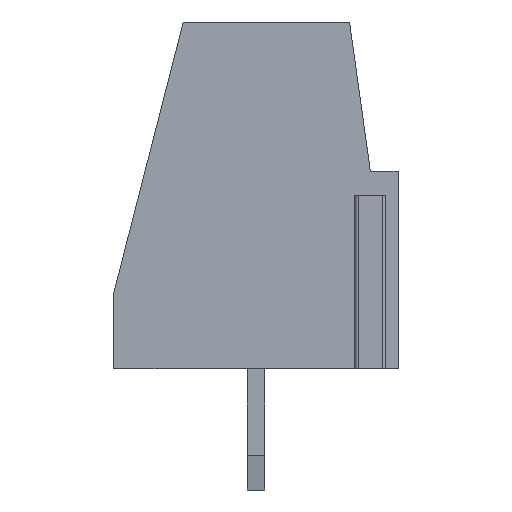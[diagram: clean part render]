
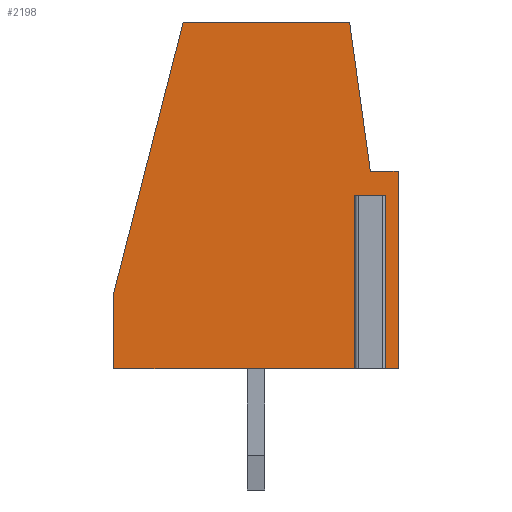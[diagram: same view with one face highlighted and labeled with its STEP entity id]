
A CAD part, left-side view. The second image highlights one B-rep face of the part: STEP entity #2198.
In plain terms, the highlighted planar face has unit normal (-1, 0, 0).
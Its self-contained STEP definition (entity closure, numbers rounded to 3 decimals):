
#77=FACE_OUTER_BOUND('',#198,.T.);
#198=EDGE_LOOP('',(#1442,#1443,#1444,#1445,#1446,#1447,#1448,#1449,#1450,
#1451,#1452));
#330=LINE('',#3102,#616);
#331=LINE('',#3104,#617);
#332=LINE('',#3106,#618);
#333=LINE('',#3108,#619);
#334=LINE('',#3110,#620);
#335=LINE('',#3112,#621);
#336=LINE('',#3114,#622);
#337=LINE('',#3116,#623);
#338=LINE('',#3118,#624);
#339=LINE('',#3120,#625);
#340=LINE('',#3121,#626);
#616=VECTOR('',#2496,0.85);
#617=VECTOR('',#2497,5.);
#618=VECTOR('',#2498,0.375);
#619=VECTOR('',#2499,5.7);
#620=VECTOR('',#2500,0.8);
#621=VECTOR('',#2501,4.342);
#622=VECTOR('',#2502,4.8);
#623=VECTOR('',#2503,8.052);
#624=VECTOR('',#2504,2.2);
#625=VECTOR('',#2505,6.975);
#626=VECTOR('',#2506,5.);
#902=VERTEX_POINT('',#3100);
#903=VERTEX_POINT('',#3101);
#904=VERTEX_POINT('',#3103);
#905=VERTEX_POINT('',#3105);
#906=VERTEX_POINT('',#3107);
#907=VERTEX_POINT('',#3109);
#908=VERTEX_POINT('',#3111);
#909=VERTEX_POINT('',#3113);
#910=VERTEX_POINT('',#3115);
#911=VERTEX_POINT('',#3117);
#912=VERTEX_POINT('',#3119);
#1118=EDGE_CURVE('',#902,#903,#330,.T.);
#1119=EDGE_CURVE('',#903,#904,#331,.T.);
#1120=EDGE_CURVE('',#905,#904,#332,.T.);
#1121=EDGE_CURVE('',#906,#905,#333,.T.);
#1122=EDGE_CURVE('',#907,#906,#334,.T.);
#1123=EDGE_CURVE('',#908,#907,#335,.T.);
#1124=EDGE_CURVE('',#909,#908,#336,.T.);
#1125=EDGE_CURVE('',#910,#909,#337,.T.);
#1126=EDGE_CURVE('',#911,#910,#338,.T.);
#1127=EDGE_CURVE('',#912,#911,#339,.T.);
#1128=EDGE_CURVE('',#902,#912,#340,.T.);
#1442=ORIENTED_EDGE('',*,*,#1118,.T.);
#1443=ORIENTED_EDGE('',*,*,#1119,.T.);
#1444=ORIENTED_EDGE('',*,*,#1120,.F.);
#1445=ORIENTED_EDGE('',*,*,#1121,.F.);
#1446=ORIENTED_EDGE('',*,*,#1122,.F.);
#1447=ORIENTED_EDGE('',*,*,#1123,.F.);
#1448=ORIENTED_EDGE('',*,*,#1124,.F.);
#1449=ORIENTED_EDGE('',*,*,#1125,.F.);
#1450=ORIENTED_EDGE('',*,*,#1126,.F.);
#1451=ORIENTED_EDGE('',*,*,#1127,.F.);
#1452=ORIENTED_EDGE('',*,*,#1128,.F.);
#2090=PLANE('',#2333);
#2198=ADVANCED_FACE('',(#77),#2090,.F.);
#2333=AXIS2_PLACEMENT_3D('',#3099,#2494,#2495);
#2494=DIRECTION('center_axis',(1.,0.,0.));
#2495=DIRECTION('ref_axis',(0.,1.,0.));
#2496=DIRECTION('',(0.,-1.,0.));
#2497=DIRECTION('',(0.,0.,-1.));
#2498=DIRECTION('',(0.,1.,0.));
#2499=DIRECTION('',(0.,0.,-1.));
#2500=DIRECTION('',(0.,-1.,0.));
#2501=DIRECTION('',(0.,-0.138,-0.99));
#2502=DIRECTION('',(0.,-1.,0.));
#2503=DIRECTION('',(0.,-0.248,0.969));
#2504=DIRECTION('',(0.,0.,1.));
#2505=DIRECTION('',(0.,1.,0.));
#2506=DIRECTION('',(0.,0.,-1.));
#3099=CARTESIAN_POINT('Origin',(-7.62,-4.1,3.));
#3100=CARTESIAN_POINT('',(-7.62,-2.875,5.25));
#3101=CARTESIAN_POINT('',(-7.62,-3.725,5.25));
#3102=CARTESIAN_POINT('',(-7.62,-2.875,5.25));
#3103=CARTESIAN_POINT('',(-7.62,-3.725,0.25));
#3104=CARTESIAN_POINT('',(-7.62,-3.725,5.25));
#3105=CARTESIAN_POINT('',(-7.62,-4.1,0.25));
#3106=CARTESIAN_POINT('',(-7.62,-4.1,0.25));
#3107=CARTESIAN_POINT('',(-7.62,-4.1,5.95));
#3108=CARTESIAN_POINT('',(-7.62,-4.1,5.95));
#3109=CARTESIAN_POINT('',(-7.62,-3.3,5.95));
#3110=CARTESIAN_POINT('',(-7.62,-3.3,5.95));
#3111=CARTESIAN_POINT('',(-7.62,-2.7,10.25));
#3112=CARTESIAN_POINT('',(-7.62,-2.7,10.25));
#3113=CARTESIAN_POINT('',(-7.62,2.1,10.25));
#3114=CARTESIAN_POINT('',(-7.62,2.1,10.25));
#3115=CARTESIAN_POINT('',(-7.62,4.1,2.45));
#3116=CARTESIAN_POINT('',(-7.62,4.1,2.45));
#3117=CARTESIAN_POINT('',(-7.62,4.1,0.25));
#3118=CARTESIAN_POINT('',(-7.62,4.1,0.25));
#3119=CARTESIAN_POINT('',(-7.62,-2.875,0.25));
#3120=CARTESIAN_POINT('',(-7.62,-2.875,0.25));
#3121=CARTESIAN_POINT('',(-7.62,-2.875,5.25));
